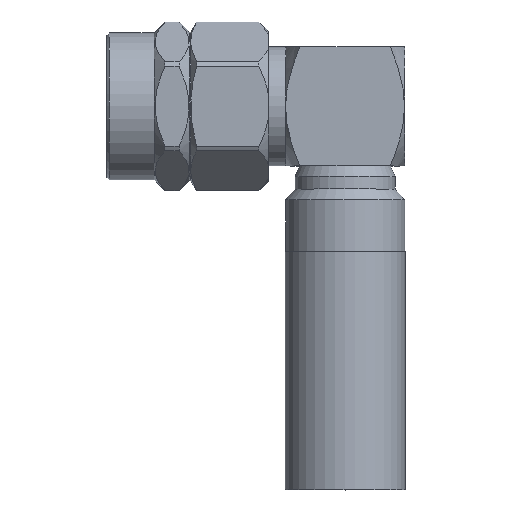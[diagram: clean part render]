
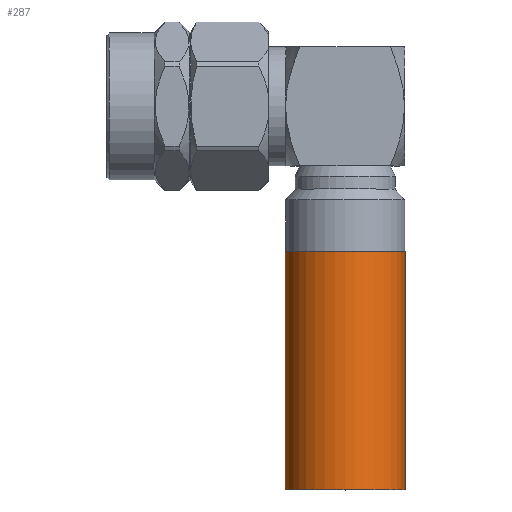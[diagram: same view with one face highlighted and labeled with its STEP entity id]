
A CAD part, top view. The second image highlights one B-rep face of the part: STEP entity #287.
In plain terms, the highlighted cylindrical face has radius 3.2 mm (diameter 6.4 mm), a full revolution.
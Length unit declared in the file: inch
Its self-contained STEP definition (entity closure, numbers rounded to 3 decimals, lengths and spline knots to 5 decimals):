
#12 = AXIS2_PLACEMENT_3D ( 'NONE', #227, #1556, #2036 ) ;
#44 = DIRECTION ( 'NONE',  ( 0., 1., 0. ) ) ;
#91 = ORIENTED_EDGE ( 'NONE', *, *, #2783, .F. ) ;
#140 = CARTESIAN_POINT ( 'NONE',  ( -0.12598, -0.80537, 0. ) ) ;
#227 = CARTESIAN_POINT ( 'NONE',  ( 0., 0., 0. ) ) ;
#287 = ADVANCED_FACE ( 'NONE', ( #517, #2966 ), #3124, .T. ) ;
#517 = FACE_OUTER_BOUND ( 'NONE', #2000, .T. ) ;
#549 = CARTESIAN_POINT ( 'NONE',  ( 0., -0.80537, 0. ) ) ;
#646 = EDGE_LOOP ( 'NONE', ( #1535 ) ) ;
#809 = DIRECTION ( 'NONE',  ( -1., 0., 0. ) ) ;
#822 = DIRECTION ( 'NONE',  ( 0., 1., 0. ) ) ;
#848 = DIRECTION ( 'NONE',  ( -1., 0., 0. ) ) ;
#861 = EDGE_CURVE ( 'NONE', #3076, #3076, #1627, .T. ) ;
#1200 = AXIS2_PLACEMENT_3D ( 'NONE', #549, #44, #809 ) ;
#1472 = CIRCLE ( 'NONE', #3034, 0.12598 ) ;
#1535 = ORIENTED_EDGE ( 'NONE', *, *, #861, .T. ) ;
#1556 = DIRECTION ( 'NONE',  ( 0., 1., 0. ) ) ;
#1627 = CIRCLE ( 'NONE', #1200, 0.12598 ) ;
#1670 = VERTEX_POINT ( 'NONE', #1930 ) ;
#1930 = CARTESIAN_POINT ( 'NONE',  ( -0.12598, -0.30537, 0. ) ) ;
#2000 = EDGE_LOOP ( 'NONE', ( #91 ) ) ;
#2036 = DIRECTION ( 'NONE',  ( -1., 0., 0. ) ) ;
#2098 = CARTESIAN_POINT ( 'NONE',  ( 0., -0.30537, 0. ) ) ;
#2783 = EDGE_CURVE ( 'NONE', #1670, #1670, #1472, .T. ) ;
#2966 = FACE_OUTER_BOUND ( 'NONE', #646, .T. ) ;
#3034 = AXIS2_PLACEMENT_3D ( 'NONE', #2098, #822, #848 ) ;
#3076 = VERTEX_POINT ( 'NONE', #140 ) ;
#3124 = CYLINDRICAL_SURFACE ( 'NONE', #12, 0.12598 ) ;
